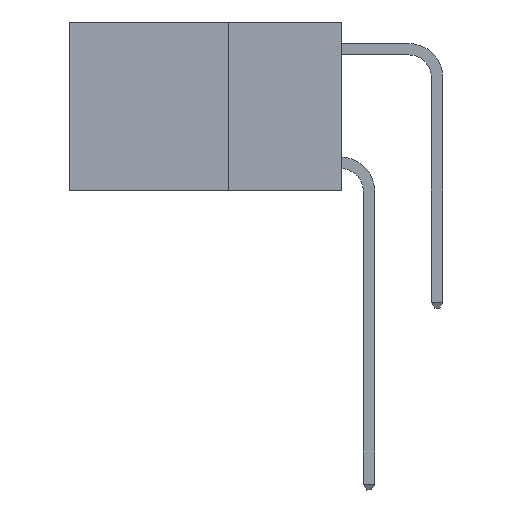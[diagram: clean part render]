
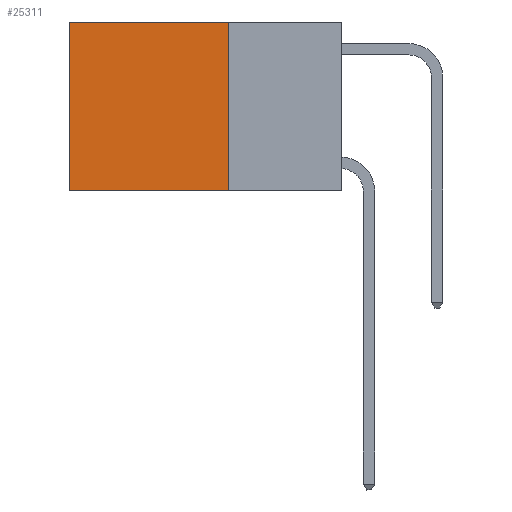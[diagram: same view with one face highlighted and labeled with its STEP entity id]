
A CAD part, left-side view. The second image highlights one B-rep face of the part: STEP entity #25311.
In plain terms, the highlighted planar face has unit normal (-1, 0, 0).
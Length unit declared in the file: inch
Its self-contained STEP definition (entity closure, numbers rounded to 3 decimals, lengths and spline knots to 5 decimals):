
#726 = EDGE_CURVE ( 'NONE', #14049, #18369, #2885, .T. ) ;
#2752 = DIRECTION ( 'NONE',  ( 0., 1., 0. ) ) ;
#2885 = LINE ( 'NONE', #12991, #3896 ) ;
#3011 = CARTESIAN_POINT ( 'NONE',  ( 0.2625, 0.25, 0. ) ) ;
#3113 = CARTESIAN_POINT ( 'NONE',  ( 0.2625, 0.25, 0. ) ) ;
#3262 = EDGE_CURVE ( 'NONE', #14049, #15957, #9073, .T. ) ;
#3896 = VECTOR ( 'NONE', #30731, 39.37008 ) ;
#4363 = EDGE_CURVE ( 'NONE', #18369, #7970, #25883, .T. ) ;
#5911 = PLANE ( 'NONE',  #26170 ) ;
#7970 = VERTEX_POINT ( 'NONE', #13631 ) ;
#8902 = VECTOR ( 'NONE', #26978, 39.37008 ) ;
#9016 = EDGE_CURVE ( 'NONE', #15957, #7970, #10056, .T. ) ;
#9073 = LINE ( 'NONE', #9236, #8902 ) ;
#9236 = CARTESIAN_POINT ( 'NONE',  ( 0.2625, 0.25, 0. ) ) ;
#9295 = ORIENTED_EDGE ( 'NONE', *, *, #726, .T. ) ;
#10056 = LINE ( 'NONE', #27317, #30017 ) ;
#11219 = DIRECTION ( 'NONE',  ( 1., 0., 0. ) ) ;
#11320 = EDGE_LOOP ( 'NONE', ( #31256, #22191, #31564, #9295 ) ) ;
#12991 = CARTESIAN_POINT ( 'NONE',  ( 0.2625, 0.25, 0. ) ) ;
#13114 = CARTESIAN_POINT ( 'NONE',  ( 0.2625, 0.6, 0. ) ) ;
#13207 = DIRECTION ( 'NONE',  ( 0., 0., -1. ) ) ;
#13631 = CARTESIAN_POINT ( 'NONE',  ( 0.2625, 0.6, -0.37 ) ) ;
#14049 = VERTEX_POINT ( 'NONE', #3011 ) ;
#15957 = VERTEX_POINT ( 'NONE', #29795 ) ;
#18351 = FACE_OUTER_BOUND ( 'NONE', #11320, .T. ) ;
#18369 = VERTEX_POINT ( 'NONE', #13114 ) ;
#18563 = CARTESIAN_POINT ( 'NONE',  ( 0.2625, 0.6, 0. ) ) ;
#22191 = ORIENTED_EDGE ( 'NONE', *, *, #9016, .F. ) ;
#25311 = ADVANCED_FACE ( 'NONE', ( #18351 ), #5911, .F. ) ;
#25883 = LINE ( 'NONE', #18563, #31740 ) ;
#26170 = AXIS2_PLACEMENT_3D ( 'NONE', #3113, #11219, #13207 ) ;
#26978 = DIRECTION ( 'NONE',  ( 0., 0., -1. ) ) ;
#27317 = CARTESIAN_POINT ( 'NONE',  ( 0.2625, 0.25, -0.37 ) ) ;
#29795 = CARTESIAN_POINT ( 'NONE',  ( 0.2625, 0.25, -0.37 ) ) ;
#30017 = VECTOR ( 'NONE', #2752, 39.37008 ) ;
#30731 = DIRECTION ( 'NONE',  ( 0., 1., 0. ) ) ;
#31173 = DIRECTION ( 'NONE',  ( 0., 0., -1. ) ) ;
#31256 = ORIENTED_EDGE ( 'NONE', *, *, #4363, .T. ) ;
#31564 = ORIENTED_EDGE ( 'NONE', *, *, #3262, .F. ) ;
#31740 = VECTOR ( 'NONE', #31173, 39.37008 ) ;
